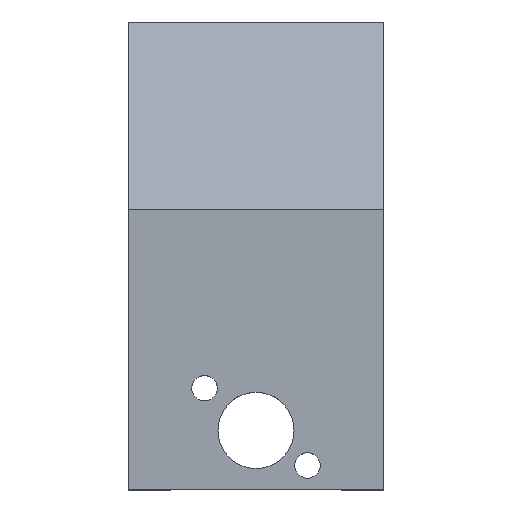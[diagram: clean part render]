
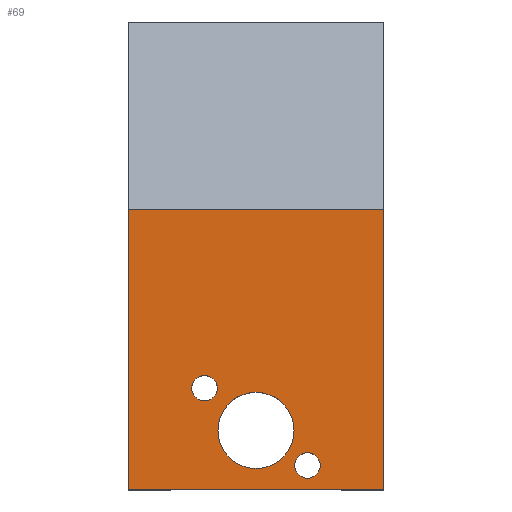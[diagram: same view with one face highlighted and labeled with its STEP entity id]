
A CAD part, top view. The second image highlights one B-rep face of the part: STEP entity #69.
In plain terms, the highlighted planar face has unit normal (0, 0, 1).
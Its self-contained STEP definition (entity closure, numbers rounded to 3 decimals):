
#39=FACE_BOUND('',#113,.T.);
#40=FACE_BOUND('',#114,.T.);
#41=FACE_BOUND('',#115,.T.);
#42=FACE_BOUND('',#116,.T.);
#55=CIRCLE('',#380,0.75);
#56=CIRCLE('',#381,0.75);
#57=CIRCLE('',#382,2.238);
#69=ADVANCED_FACE('',(#39,#40,#41,#42),#87,.T.);
#87=PLANE('',#383);
#113=EDGE_LOOP('',(#170));
#114=EDGE_LOOP('',(#171));
#115=EDGE_LOOP('',(#172));
#116=EDGE_LOOP('',(#173,#174,#175,#176));
#170=ORIENTED_EDGE('',*,*,#281,.F.);
#171=ORIENTED_EDGE('',*,*,#282,.F.);
#172=ORIENTED_EDGE('',*,*,#283,.F.);
#173=ORIENTED_EDGE('',*,*,#261,.T.);
#174=ORIENTED_EDGE('',*,*,#284,.F.);
#175=ORIENTED_EDGE('',*,*,#271,.T.);
#176=ORIENTED_EDGE('',*,*,#285,.T.);
#228=VERTEX_POINT('',#504);
#229=VERTEX_POINT('',#506);
#236=VERTEX_POINT('',#524);
#237=VERTEX_POINT('',#526);
#244=VERTEX_POINT('',#546);
#245=VERTEX_POINT('',#548);
#246=VERTEX_POINT('',#550);
#261=EDGE_CURVE('',#229,#228,#306,.T.);
#271=EDGE_CURVE('',#237,#236,#316,.T.);
#281=EDGE_CURVE('',#244,#244,#55,.T.);
#282=EDGE_CURVE('',#245,#245,#56,.T.);
#283=EDGE_CURVE('',#246,#246,#57,.T.);
#284=EDGE_CURVE('',#237,#228,#324,.T.);
#285=EDGE_CURVE('',#236,#229,#325,.T.);
#306=LINE('',#505,#341);
#316=LINE('',#525,#351);
#324=LINE('',#551,#359);
#325=LINE('',#552,#360);
#341=VECTOR('',#409,1.);
#351=VECTOR('',#423,1.);
#359=VECTOR('',#447,1.);
#360=VECTOR('',#448,1.);
#380=AXIS2_PLACEMENT_3D('',#545,#441,#442);
#381=AXIS2_PLACEMENT_3D('',#547,#443,#444);
#382=AXIS2_PLACEMENT_3D('',#549,#445,#446);
#383=AXIS2_PLACEMENT_3D('',#553,#449,#450);
#409=DIRECTION('',(0.,1.,0.));
#423=DIRECTION('',(0.,-1.,0.));
#441=DIRECTION('',(0.,0.,1.));
#442=DIRECTION('',(1.,0.,0.));
#443=DIRECTION('',(0.,0.,1.));
#444=DIRECTION('',(1.,0.,0.));
#445=DIRECTION('',(0.,0.,1.));
#446=DIRECTION('',(1.,0.,0.));
#447=DIRECTION('',(1.,0.,0.));
#448=DIRECTION('',(1.,0.,0.));
#449=DIRECTION('',(0.,0.,1.));
#450=DIRECTION('',(1.,0.,0.));
#504=CARTESIAN_POINT('',(7.5,2.75,7.));
#505=CARTESIAN_POINT('',(7.5,-13.75,7.));
#506=CARTESIAN_POINT('',(7.5,-13.75,7.));
#524=CARTESIAN_POINT('',(-7.5,-13.75,7.));
#525=CARTESIAN_POINT('',(-7.5,13.75,7.));
#526=CARTESIAN_POINT('',(-7.5,2.75,7.));
#545=CARTESIAN_POINT('',(-3.025,-7.78,7.));
#546=CARTESIAN_POINT('',(-2.275,-7.78,7.));
#547=CARTESIAN_POINT('',(3.025,-12.32,7.));
#548=CARTESIAN_POINT('',(3.775,-12.32,7.));
#549=CARTESIAN_POINT('',(0.,-10.262,7.));
#550=CARTESIAN_POINT('',(2.238,-10.262,7.));
#551=CARTESIAN_POINT('',(-54992.5,2.75,7.));
#552=CARTESIAN_POINT('',(-7.5,-13.75,7.));
#553=CARTESIAN_POINT('',(0.,0.,7.));
